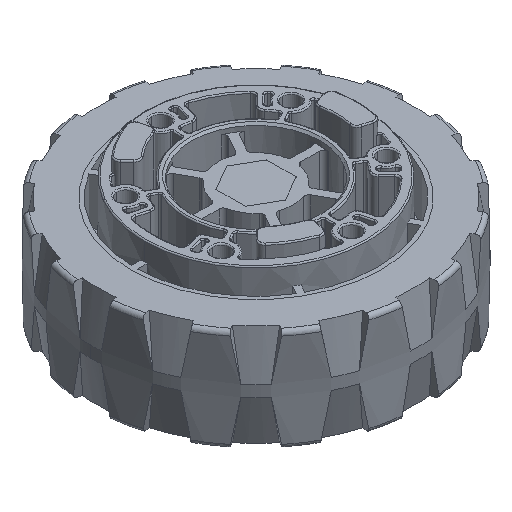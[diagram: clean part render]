
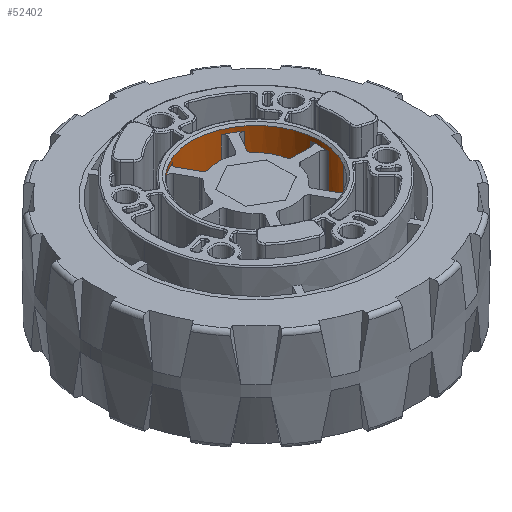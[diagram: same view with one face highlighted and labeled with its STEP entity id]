
A CAD part, isometric view. The second image highlights one B-rep face of the part: STEP entity #52402.
In plain terms, the highlighted cylindrical face has radius 15.977 mm (diameter 31.953 mm), a partial arc.
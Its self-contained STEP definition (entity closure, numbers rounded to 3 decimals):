
#374 = CYLINDRICAL_SURFACE ( 'NONE', #1685, 15.977 ) ;
#1265 = LINE ( 'NONE', #68397, #14252 ) ;
#1685 = AXIS2_PLACEMENT_3D ( 'NONE', #38307, #4838, #54788 ) ;
#2279 = CARTESIAN_POINT ( 'NONE',  ( 0., 0., 1.5 ) ) ;
#2648 = CARTESIAN_POINT ( 'NONE',  ( -6.069, 14.779, 15.748 ) ) ;
#2948 = DIRECTION ( 'NONE',  ( 0., 0., 1. ) ) ;
#3394 = CARTESIAN_POINT ( 'NONE',  ( -13.836, 7.988, 16.899 ) ) ;
#4371 = EDGE_CURVE ( 'NONE', #51974, #55005, #57357, .T. ) ;
#4838 = DIRECTION ( 'NONE',  ( 0., 0., 1. ) ) ;
#5243 = ORIENTED_EDGE ( 'NONE', *, *, #41744, .T. ) ;
#6204 = CARTESIAN_POINT ( 'NONE',  ( -6.069, 14.779, 1.5 ) ) ;
#6607 = DIRECTION ( 'NONE',  ( 0., 0., -1. ) ) ;
#6630 = CARTESIAN_POINT ( 'NONE',  ( 15.834, -2.134, 1.5 ) ) ;
#7799 = CARTESIAN_POINT ( 'NONE',  ( 15.834, -2.134, 15.748 ) ) ;
#7823 = DIRECTION ( 'NONE',  ( 1., 0., 0. ) ) ;
#8491 = LINE ( 'NONE', #59552, #64318 ) ;
#10022 = LINE ( 'NONE', #52752, #52789 ) ;
#10988 = CARTESIAN_POINT ( 'NONE',  ( 9.764, 12.645, 15.748 ) ) ;
#12625 = VECTOR ( 'NONE', #67512, 1000. ) ;
#13108 = CARTESIAN_POINT ( 'NONE',  ( 6.069, 14.779, 15.748 ) ) ;
#13896 = DIRECTION ( 'NONE',  ( 0., 0., 1. ) ) ;
#14019 = DIRECTION ( 'NONE',  ( 0., 0., 1. ) ) ;
#14252 = VECTOR ( 'NONE', #23808, 1000. ) ;
#15277 = DIRECTION ( 'NONE',  ( 0., 0., 1. ) ) ;
#15551 = LINE ( 'NONE', #63953, #57553 ) ;
#16131 = CARTESIAN_POINT ( 'NONE',  ( -9.764, 12.645, 15.748 ) ) ;
#17543 = CARTESIAN_POINT ( 'NONE',  ( 0., 0., 15.748 ) ) ;
#18030 = CIRCLE ( 'NONE', #37529, 15.977 ) ;
#18066 = ORIENTED_EDGE ( 'NONE', *, *, #48438, .T. ) ;
#18181 = VECTOR ( 'NONE', #6607, 1000. ) ;
#19406 = CARTESIAN_POINT ( 'NONE',  ( 0., 0., 15.748 ) ) ;
#19409 = ORIENTED_EDGE ( 'NONE', *, *, #46852, .T. ) ;
#19852 = VERTEX_POINT ( 'NONE', #7799 ) ;
#21656 = LINE ( 'NONE', #23475, #18181 ) ;
#21732 = DIRECTION ( 'NONE',  ( 0., 0., 1. ) ) ;
#22815 = DIRECTION ( 'NONE',  ( 0., 0., 1. ) ) ;
#22954 = EDGE_CURVE ( 'NONE', #24938, #51000, #63833, .T. ) ;
#23160 = DIRECTION ( 'NONE',  ( -0.866, 0.5, 0. ) ) ;
#23184 = ORIENTED_EDGE ( 'NONE', *, *, #22954, .T. ) ;
#23454 = AXIS2_PLACEMENT_3D ( 'NONE', #17543, #56530, #23160 ) ;
#23475 = CARTESIAN_POINT ( 'NONE',  ( 15.834, -2.134, 15.748 ) ) ;
#23808 = DIRECTION ( 'NONE',  ( 0., 0., 1. ) ) ;
#24077 = EDGE_CURVE ( 'NONE', #28741, #24109, #67213, .T. ) ;
#24109 = VERTEX_POINT ( 'NONE', #6204 ) ;
#24938 = VERTEX_POINT ( 'NONE', #60390 ) ;
#25042 = DIRECTION ( 'NONE',  ( -0.866, 0.5, 0. ) ) ;
#25433 = EDGE_LOOP ( 'NONE', ( #47485, #70686, #23184, #70398, #38458, #43466, #47920, #49960, #58409, #19409, #40031, #18066, #70242, #31268, #40270, #5243 ) ) ;
#26557 = AXIS2_PLACEMENT_3D ( 'NONE', #47330, #13896, #52940 ) ;
#26775 = AXIS2_PLACEMENT_3D ( 'NONE', #56172, #22815, #61780 ) ;
#28741 = VERTEX_POINT ( 'NONE', #53185 ) ;
#29202 = CIRCLE ( 'NONE', #63665, 15.977 ) ;
#29598 = CARTESIAN_POINT ( 'NONE',  ( 15.834, 2.134, 1.5 ) ) ;
#29878 = VERTEX_POINT ( 'NONE', #33580 ) ;
#30065 = FACE_OUTER_BOUND ( 'NONE', #25433, .T. ) ;
#31268 = ORIENTED_EDGE ( 'NONE', *, *, #66533, .T. ) ;
#33580 = CARTESIAN_POINT ( 'NONE',  ( -9.764, 12.645, 15.748 ) ) ;
#34173 = CARTESIAN_POINT ( 'NONE',  ( 15.834, 2.134, 15.748 ) ) ;
#34305 = AXIS2_PLACEMENT_3D ( 'NONE', #48680, #15277, #54280 ) ;
#34853 = CARTESIAN_POINT ( 'NONE',  ( -9.764, 12.645, 1.5 ) ) ;
#35155 = EDGE_CURVE ( 'NONE', #63368, #64465, #63384, .T. ) ;
#36381 = CARTESIAN_POINT ( 'NONE',  ( 0., 0., 16.899 ) ) ;
#37529 = AXIS2_PLACEMENT_3D ( 'NONE', #2279, #41307, #7823 ) ;
#38307 = CARTESIAN_POINT ( 'NONE',  ( 0., 0., 15.748 ) ) ;
#38458 = ORIENTED_EDGE ( 'NONE', *, *, #45662, .F. ) ;
#39873 = CARTESIAN_POINT ( 'NONE',  ( -13.836, 7.988, 1.5 ) ) ;
#40031 = ORIENTED_EDGE ( 'NONE', *, *, #4371, .F. ) ;
#40270 = ORIENTED_EDGE ( 'NONE', *, *, #51304, .F. ) ;
#40971 = CIRCLE ( 'NONE', #23454, 15.977 ) ;
#41104 = LINE ( 'NONE', #2648, #54078 ) ;
#41307 = DIRECTION ( 'NONE',  ( 0., 0., 1. ) ) ;
#41681 = DIRECTION ( 'NONE',  ( 0., 0., -1. ) ) ;
#41744 = EDGE_CURVE ( 'NONE', #19852, #58724, #21656, .T. ) ;
#41983 = DIRECTION ( 'NONE',  ( -0.866, 0.5, 0. ) ) ;
#43466 = ORIENTED_EDGE ( 'NONE', *, *, #60813, .T. ) ;
#43651 = CIRCLE ( 'NONE', #34305, 15.977 ) ;
#43850 = AXIS2_PLACEMENT_3D ( 'NONE', #19406, #58406, #25042 ) ;
#45210 = VERTEX_POINT ( 'NONE', #54359 ) ;
#45662 = EDGE_CURVE ( 'NONE', #69305, #65828, #43651, .T. ) ;
#46568 = VERTEX_POINT ( 'NONE', #71120 ) ;
#46852 = EDGE_CURVE ( 'NONE', #28741, #55005, #15551, .T. ) ;
#47330 = CARTESIAN_POINT ( 'NONE',  ( 0., 0., 1.5 ) ) ;
#47439 = CARTESIAN_POINT ( 'NONE',  ( 0., 0., 15.748 ) ) ;
#47485 = ORIENTED_EDGE ( 'NONE', *, *, #72150, .F. ) ;
#47920 = ORIENTED_EDGE ( 'NONE', *, *, #63797, .F. ) ;
#48366 = DIRECTION ( 'NONE',  ( 0., 0., -1. ) ) ;
#48438 = EDGE_CURVE ( 'NONE', #51974, #64465, #8491, .T. ) ;
#48680 = CARTESIAN_POINT ( 'NONE',  ( 0., 0., 1.5 ) ) ;
#49048 = VECTOR ( 'NONE', #21732, 1000. ) ;
#49799 = CARTESIAN_POINT ( 'NONE',  ( 9.764, 12.645, 1.5 ) ) ;
#49960 = ORIENTED_EDGE ( 'NONE', *, *, #62556, .T. ) ;
#50137 = EDGE_CURVE ( 'NONE', #65828, #51000, #10022, .T. ) ;
#51000 = VERTEX_POINT ( 'NONE', #3394 ) ;
#51304 = EDGE_CURVE ( 'NONE', #19852, #46568, #29202, .T. ) ;
#51974 = VERTEX_POINT ( 'NONE', #10988 ) ;
#52402 = ADVANCED_FACE ( 'NONE', ( #30065 ), #374, .F. ) ;
#52752 = CARTESIAN_POINT ( 'NONE',  ( -13.836, 7.988, 15.748 ) ) ;
#52756 = DIRECTION ( 'NONE',  ( 0., 0., 1. ) ) ;
#52789 = VECTOR ( 'NONE', #52985, 1000. ) ;
#52940 = DIRECTION ( 'NONE',  ( 1., 0., 0. ) ) ;
#52959 = CARTESIAN_POINT ( 'NONE',  ( -6.069, 14.779, 15.748 ) ) ;
#52985 = DIRECTION ( 'NONE',  ( 0., 0., 1. ) ) ;
#53037 = DIRECTION ( 'NONE',  ( -0.866, 0.5, 0. ) ) ;
#53185 = CARTESIAN_POINT ( 'NONE',  ( 6.069, 14.779, 1.5 ) ) ;
#54078 = VECTOR ( 'NONE', #41681, 1000. ) ;
#54280 = DIRECTION ( 'NONE',  ( 1., 0., 0. ) ) ;
#54359 = CARTESIAN_POINT ( 'NONE',  ( 13.836, -7.988, 1.5 ) ) ;
#54788 = DIRECTION ( 'NONE',  ( -0.866, 0.5, 0. ) ) ;
#55005 = VERTEX_POINT ( 'NONE', #13108 ) ;
#55370 = LINE ( 'NONE', #34173, #12625 ) ;
#56172 = CARTESIAN_POINT ( 'NONE',  ( 0., 0., 1.5 ) ) ;
#56530 = DIRECTION ( 'NONE',  ( 0., 0., 1. ) ) ;
#57357 = CIRCLE ( 'NONE', #43850, 15.977 ) ;
#57553 = VECTOR ( 'NONE', #52756, 1000. ) ;
#58406 = DIRECTION ( 'NONE',  ( 0., 0., 1. ) ) ;
#58409 = ORIENTED_EDGE ( 'NONE', *, *, #24077, .F. ) ;
#58724 = VERTEX_POINT ( 'NONE', #6630 ) ;
#59552 = CARTESIAN_POINT ( 'NONE',  ( 9.764, 12.645, 15.748 ) ) ;
#59712 = EDGE_CURVE ( 'NONE', #45210, #24938, #1265, .T. ) ;
#60390 = CARTESIAN_POINT ( 'NONE',  ( 13.836, -7.988, 16.899 ) ) ;
#60669 = VERTEX_POINT ( 'NONE', #52959 ) ;
#60813 = EDGE_CURVE ( 'NONE', #69305, #29878, #63880, .T. ) ;
#61780 = DIRECTION ( 'NONE',  ( 1., 0., 0. ) ) ;
#62556 = EDGE_CURVE ( 'NONE', #60669, #24109, #41104, .T. ) ;
#63368 = VERTEX_POINT ( 'NONE', #29598 ) ;
#63384 = CIRCLE ( 'NONE', #26557, 15.977 ) ;
#63665 = AXIS2_PLACEMENT_3D ( 'NONE', #47439, #14019, #53037 ) ;
#63797 = EDGE_CURVE ( 'NONE', #60669, #29878, #40971, .T. ) ;
#63833 = CIRCLE ( 'NONE', #69777, 15.977 ) ;
#63880 = LINE ( 'NONE', #16131, #49048 ) ;
#63953 = CARTESIAN_POINT ( 'NONE',  ( 6.069, 14.779, 15.748 ) ) ;
#64318 = VECTOR ( 'NONE', #48366, 1000. ) ;
#64465 = VERTEX_POINT ( 'NONE', #49799 ) ;
#65828 = VERTEX_POINT ( 'NONE', #39873 ) ;
#66533 = EDGE_CURVE ( 'NONE', #63368, #46568, #55370, .T. ) ;
#67213 = CIRCLE ( 'NONE', #26775, 15.977 ) ;
#67512 = DIRECTION ( 'NONE',  ( 0., 0., 1. ) ) ;
#68397 = CARTESIAN_POINT ( 'NONE',  ( 13.836, -7.988, 15.748 ) ) ;
#69305 = VERTEX_POINT ( 'NONE', #34853 ) ;
#69777 = AXIS2_PLACEMENT_3D ( 'NONE', #36381, #2948, #41983 ) ;
#70242 = ORIENTED_EDGE ( 'NONE', *, *, #35155, .F. ) ;
#70398 = ORIENTED_EDGE ( 'NONE', *, *, #50137, .F. ) ;
#70686 = ORIENTED_EDGE ( 'NONE', *, *, #59712, .T. ) ;
#71120 = CARTESIAN_POINT ( 'NONE',  ( 15.834, 2.134, 15.748 ) ) ;
#72150 = EDGE_CURVE ( 'NONE', #45210, #58724, #18030, .T. ) ;
